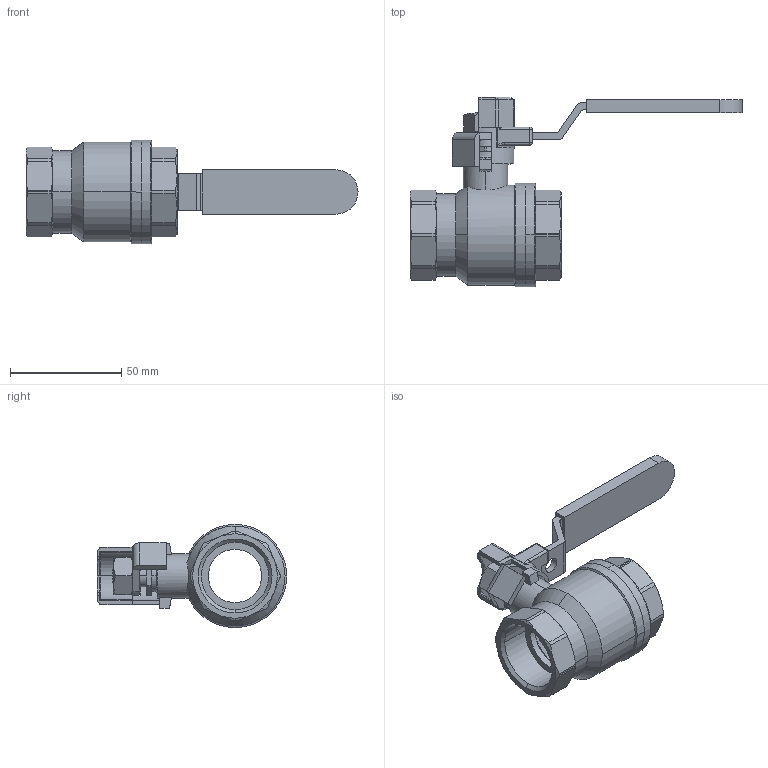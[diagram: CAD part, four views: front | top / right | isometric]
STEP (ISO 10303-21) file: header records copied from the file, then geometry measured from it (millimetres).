
FILE_DESCRIPTION(('CoCreate Modeling STEP Export'),'2;1');
FILE_NAME('9350-1-STEP-KUNDE.stp','2014-10-22T 8:47:12',(''),(''),'CoCreate Modeling STEP processor for AP214 (Solid Model)','CoCreate Modeling 16.50A 01-Dec-2009 (C) Parametric Technology GmbH','');
FILE_SCHEMA(('AUTOMOTIVE_DESIGN { 1 0 10303 214 1 1 1 1 }'));
Length unit declared in the file: millimetre
Products named in the file (20): Dichtung_Eischraubteil-Körper__1; Edelstahlgriff; Edelstahlgriff_Ummantelung; Einschraubteil__1; Körper__1; Mutter_M10; Schließlasche; Spindel__1; Spindeldichtung__1; Stopfbuchse__1
Assembly tree (10 placements, depth 2):
  Dichtung_Eischraubteil-Körper__1
    Dichtung_Eischraubteil-Körper__1
  Edelstahlgriff
    Edelstahlgriff
  Edelstahlgriff_Ummantelung
    Edelstahlgriff_Ummantelung
  Einschraubteil__1
    Einschraubteil__1
  Körper__1
    Körper__1
Bounding box: 149.45 x 85.25 x 46.5 mm (x, y, z)
Volume: 57395.2 mm3; surface area: 45343.9 mm2
Topology: 10 solids, 10 shells, 377 faces, 1001 edges, 645 vertices
Faces by surface type: plane 139, cylinder 132, cone 90, torus 6, sphere 6, bspline 4
Entity records: 15313 total; most frequent: CARTESIAN_POINT 3364, ORIENTED_EDGE 1982, DIRECTION 1577, EDGE_CURVE 991, VERTEX_POINT 645, AXIS2_PLACEMENT_3D 577, VECTOR 423, LINE 423
